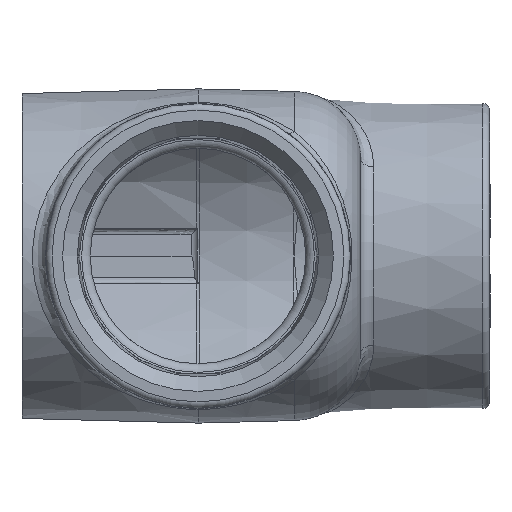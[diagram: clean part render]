
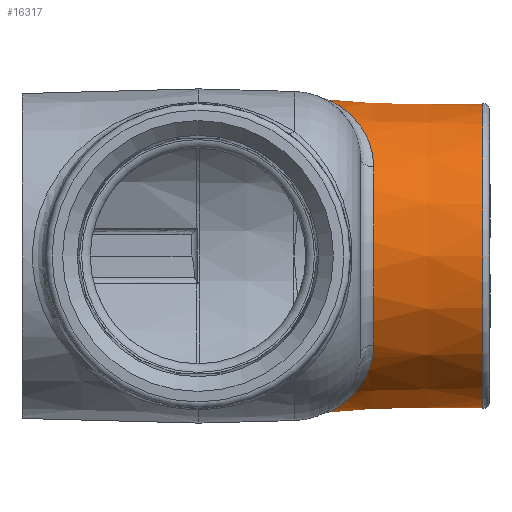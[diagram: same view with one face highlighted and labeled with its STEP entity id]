
A CAD part, left-side view. The second image highlights one B-rep face of the part: STEP entity #16317.
In plain terms, the highlighted conical face has half-angle 1.5 degrees and reference radius 35.719 mm.
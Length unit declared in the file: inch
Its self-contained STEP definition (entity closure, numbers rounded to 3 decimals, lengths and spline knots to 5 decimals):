
#49=CONICAL_SURFACE('',#17020,1.40625,0.026);
#166=CIRCLE('',#17012,1.43416);
#172=CIRCLE('',#17021,1.40776);
#173=CIRCLE('',#17022,1.40776);
#813=B_SPLINE_CURVE_WITH_KNOTS('',3,(#29159,#29160,#29161,#29162,#29163,
#29164,#29165,#29166,#29167),.UNSPECIFIED.,.F.,.F.,(4,1,1,1,1,1,4),(0.,
0.27743,0.55486,1.10971,1.66457,2.77428,
3.88399),.UNSPECIFIED.);
#815=B_SPLINE_CURVE_WITH_KNOTS('',3,(#29225,#29226,#29227,#29228,#29229,
#29230,#29231,#29232),.UNSPECIFIED.,.F.,.F.,(4,1,1,1,1,4),(0.,
0.55497,1.6649,2.77483,3.3298,3.88476),
 .UNSPECIFIED.);
#817=B_SPLINE_CURVE_WITH_KNOTS('',3,(#29284,#29285,#29286,#29287,#29288,
#29289,#29290),.UNSPECIFIED.,.F.,.F.,(4,1,1,1,4),(0.,1.82543,3.65087,
5.4763,6.38898),.UNSPECIFIED.);
#818=B_SPLINE_CURVE_WITH_KNOTS('',3,(#29291,#29292,#29293,#29294,#29295,
#29296,#29297),.UNSPECIFIED.,.F.,.F.,(4,1,1,1,4),(6.38901,7.30173,
9.12717,10.9526,12.77804),.UNSPECIFIED.);
#2009=FACE_OUTER_BOUND('',#2965,.T.);
#2965=EDGE_LOOP('',(#14579,#14580,#14581,#14582,#14583,#14584,#14585,#14586,
#14587));
#4609=LINE('',#29311,#6231);
#6231=VECTOR('',#19985,1.40625);
#7748=VERTEX_POINT('',#29144);
#7751=VERTEX_POINT('',#29157);
#7752=VERTEX_POINT('',#29169);
#7754=VERTEX_POINT('',#29214);
#7756=VERTEX_POINT('',#29283);
#7760=VERTEX_POINT('',#29310);
#7761=VERTEX_POINT('',#29312);
#10051=EDGE_CURVE('',#7751,#7748,#813,.T.);
#10054=EDGE_CURVE('',#7748,#7752,#166,.T.);
#10057=EDGE_CURVE('',#7752,#7754,#815,.T.);
#10059=EDGE_CURVE('',#7754,#7756,#817,.T.);
#10060=EDGE_CURVE('',#7756,#7751,#818,.T.);
#10067=EDGE_CURVE('',#7756,#7760,#4609,.T.);
#10068=EDGE_CURVE('',#7761,#7760,#172,.T.);
#10069=EDGE_CURVE('',#7760,#7761,#173,.T.);
#14579=ORIENTED_EDGE('',*,*,#10051,.F.);
#14580=ORIENTED_EDGE('',*,*,#10060,.F.);
#14581=ORIENTED_EDGE('',*,*,#10067,.T.);
#14582=ORIENTED_EDGE('',*,*,#10068,.F.);
#14583=ORIENTED_EDGE('',*,*,#10069,.F.);
#14584=ORIENTED_EDGE('',*,*,#10067,.F.);
#14585=ORIENTED_EDGE('',*,*,#10059,.F.);
#14586=ORIENTED_EDGE('',*,*,#10057,.F.);
#14587=ORIENTED_EDGE('',*,*,#10054,.F.);
#16317=ADVANCED_FACE('',(#2009),#49,.T.);
#17012=AXIS2_PLACEMENT_3D('',#29173,#19965,#19966);
#17020=AXIS2_PLACEMENT_3D('',#29309,#19983,#19984);
#17021=AXIS2_PLACEMENT_3D('',#29313,#19986,#19987);
#17022=AXIS2_PLACEMENT_3D('',#29314,#19988,#19989);
#19965=DIRECTION('center_axis',(0.,1.,0.));
#19966=DIRECTION('ref_axis',(-1.,0.,0.));
#19983=DIRECTION('center_axis',(0.,1.,0.));
#19984=DIRECTION('ref_axis',(-1.,0.,0.));
#19985=DIRECTION('',(-0.026,-1.,0.));
#19986=DIRECTION('center_axis',(0.,-1.,0.));
#19987=DIRECTION('ref_axis',(-1.,0.,0.));
#19988=DIRECTION('center_axis',(0.,-1.,0.));
#19989=DIRECTION('ref_axis',(-1.,0.,0.));
#29144=CARTESIAN_POINT('',(0.86786,-3.24673,-0.82274));
#29157=CARTESIAN_POINT('',(2.00339,-2.82323,-1.44472));
#29159=CARTESIAN_POINT('Ctrl Pts',(2.00339,-2.82323,-1.44472));
#29160=CARTESIAN_POINT('Ctrl Pts',(1.96995,-2.82538,-1.44375));
#29161=CARTESIAN_POINT('Ctrl Pts',(1.90349,-2.8352,-1.43936));
#29162=CARTESIAN_POINT('Ctrl Pts',(1.77477,-2.87222,-1.42143));
#29163=CARTESIAN_POINT('Ctrl Pts',(1.62267,-2.93804,-1.38394));
#29164=CARTESIAN_POINT('Ctrl Pts',(1.39335,-3.05411,-1.29455));
#29165=CARTESIAN_POINT('Ctrl Pts',(1.12744,-3.19056,-1.12848));
#29166=CARTESIAN_POINT('Ctrl Pts',(0.94471,-3.24673,
-0.93246));
#29167=CARTESIAN_POINT('Ctrl Pts',(0.86786,-3.24673,
-0.82274));
#29169=CARTESIAN_POINT('',(0.86786,-3.24673,0.82274));
#29173=CARTESIAN_POINT('Origin',(2.04255,-3.24673,0.));
#29214=CARTESIAN_POINT('',(2.00339,-2.82323,1.44472));
#29225=CARTESIAN_POINT('Ctrl Pts',(0.86786,-3.24673,
0.82274));
#29226=CARTESIAN_POINT('Ctrl Pts',(0.90629,-3.24673,
0.87761));
#29227=CARTESIAN_POINT('Ctrl Pts',(1.03273,-3.22503,1.03439));
#29228=CARTESIAN_POINT('Ctrl Pts',(1.28315,-3.1145,1.23965));
#29229=CARTESIAN_POINT('Ctrl Pts',(1.56199,-2.96501,1.3687));
#29230=CARTESIAN_POINT('Ctrl Pts',(1.805,-2.85882,1.42901));
#29231=CARTESIAN_POINT('Ctrl Pts',(1.9365,-2.82753,1.44279));
#29232=CARTESIAN_POINT('Ctrl Pts',(2.00339,-2.82323,1.44472));
#29283=CARTESIAN_POINT('',(3.49099,-2.70144,0.));
#29284=CARTESIAN_POINT('Ctrl Pts',(2.00339,-2.82323,1.44472));
#29285=CARTESIAN_POINT('Ctrl Pts',(2.2234,-2.80906,1.45105));
#29286=CARTESIAN_POINT('Ctrl Pts',(2.66612,-2.77821,1.36156));
#29287=CARTESIAN_POINT('Ctrl Pts',(3.2032,-2.73232,0.94835));
#29288=CARTESIAN_POINT('Ctrl Pts',(3.45345,-2.70551,0.44117));
#29289=CARTESIAN_POINT('Ctrl Pts',(3.49091,-2.70151,0.1103));
#29290=CARTESIAN_POINT('Ctrl Pts',(3.49089,-2.70151,0.00001));
#29291=CARTESIAN_POINT('Ctrl Pts',(3.49089,-2.70144,0.));
#29292=CARTESIAN_POINT('Ctrl Pts',(3.49087,-2.70144,-0.11029));
#29293=CARTESIAN_POINT('Ctrl Pts',(3.4533,-2.70547,-0.44118));
#29294=CARTESIAN_POINT('Ctrl Pts',(3.20329,-2.73225,-0.94843));
#29295=CARTESIAN_POINT('Ctrl Pts',(2.66605,-2.77811,-1.36157));
#29296=CARTESIAN_POINT('Ctrl Pts',(2.2234,-2.80894,-1.45106));
#29297=CARTESIAN_POINT('Ctrl Pts',(2.00338,-2.8231,-1.44472));
#29309=CARTESIAN_POINT('Origin',(2.04255,-4.3125,0.));
#29310=CARTESIAN_POINT('',(3.45031,-4.25475,0.));
#29311=CARTESIAN_POINT('',(3.4488,-4.3125,0.));
#29312=CARTESIAN_POINT('',(2.04255,-4.25475,1.40776));
#29313=CARTESIAN_POINT('Origin',(2.04255,-4.25475,0.));
#29314=CARTESIAN_POINT('Origin',(2.04255,-4.25475,0.));
